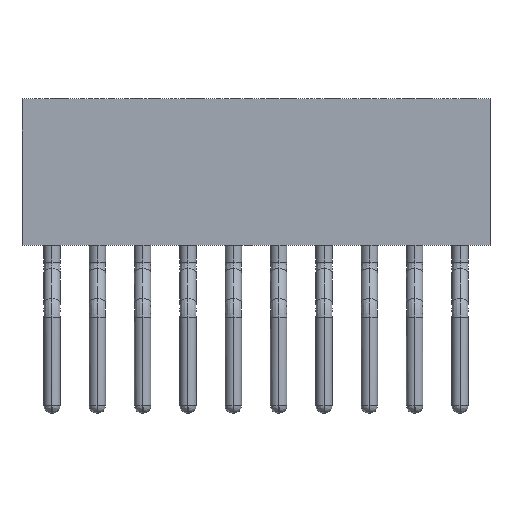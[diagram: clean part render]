
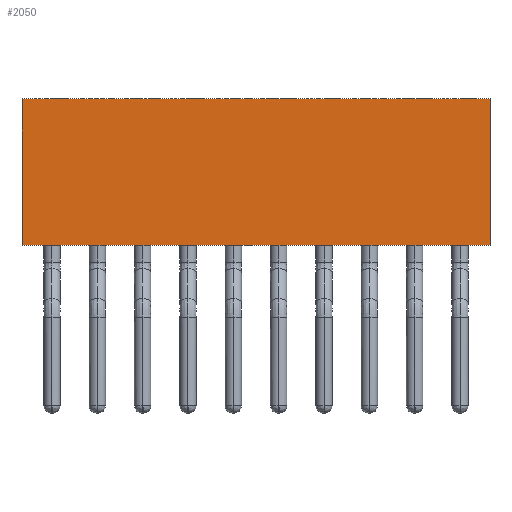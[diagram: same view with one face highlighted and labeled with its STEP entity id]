
A CAD part, top view. The second image highlights one B-rep face of the part: STEP entity #2050.
In plain terms, the highlighted planar face has unit normal (0, 0, 1).
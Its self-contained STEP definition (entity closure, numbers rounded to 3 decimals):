
#398=CARTESIAN_POINT('',(0.,0.,0.));
#399=VERTEX_POINT('',#398);
#409=CARTESIAN_POINT('',(0.,4.1,0.));
#410=VERTEX_POINT('',#409);
#411=CARTESIAN_POINT('',(0.,0.,0.));
#412=CARTESIAN_POINT('',(0.,0.82,0.));
#413=CARTESIAN_POINT('',(0.,1.64,0.));
#414=CARTESIAN_POINT('',(0.,2.46,0.));
#415=CARTESIAN_POINT('',(0.,3.28,0.));
#416=CARTESIAN_POINT('',(0.,4.1,0.));
#417=B_SPLINE_CURVE_WITH_KNOTS('',5,(#411,#412,#413,#414,#415,#416),.UNSPECIFIED.,.F.,.U.,(6,6),(0.,4.1),.UNSPECIFIED.);
#418=EDGE_CURVE('',#399,#410,#417,.T.);
#1998=CARTESIAN_POINT('',(13.11,0.,0.));
#1999=VERTEX_POINT('',#1998);
#2009=CARTESIAN_POINT('',(0.,0.,0.));
#2010=CARTESIAN_POINT('',(2.622,0.,0.));
#2011=CARTESIAN_POINT('',(5.244,0.,0.));
#2012=CARTESIAN_POINT('',(7.866,0.,0.));
#2013=CARTESIAN_POINT('',(10.488,0.,0.));
#2014=CARTESIAN_POINT('',(13.11,0.,0.));
#2015=B_SPLINE_CURVE_WITH_KNOTS('',5,(#2009,#2010,#2011,#2012,#2013,#2014),.UNSPECIFIED.,.F.,.U.,(6,6),(0.,13.11),.UNSPECIFIED.);
#2016=EDGE_CURVE('',#399,#1999,#2015,.T.);
#2021=CARTESIAN_POINT('',(6.555,2.05,0.));
#2022=DIRECTION('',(1.,0.,0.));
#2023=DIRECTION('',(0.,0.,1.));
#2024=AXIS2_PLACEMENT_3D('',#2021,#2023,#2022);
#2025=PLANE('',#2024);
#2026=ORIENTED_EDGE('',*,*,#418,.F.);
#2027=ORIENTED_EDGE('',*,*,#2016,.T.);
#2028=CARTESIAN_POINT('',(13.11,4.1,0.));
#2029=VERTEX_POINT('',#2028);
#2030=CARTESIAN_POINT('',(13.11,4.1,0.));
#2031=CARTESIAN_POINT('',(13.11,3.28,0.));
#2032=CARTESIAN_POINT('',(13.11,2.46,0.));
#2033=CARTESIAN_POINT('',(13.11,1.64,0.));
#2034=CARTESIAN_POINT('',(13.11,0.82,0.));
#2035=CARTESIAN_POINT('',(13.11,0.,0.));
#2036=B_SPLINE_CURVE_WITH_KNOTS('',5,(#2030,#2031,#2032,#2033,#2034,#2035),.UNSPECIFIED.,.F.,.U.,(6,6),(0.,4.1),.UNSPECIFIED.);
#2037=EDGE_CURVE('',#2029,#1999,#2036,.T.);
#2038=ORIENTED_EDGE('',*,*,#2037,.F.);
#2039=CARTESIAN_POINT('',(0.,4.1,0.));
#2040=CARTESIAN_POINT('',(2.622,4.1,0.));
#2041=CARTESIAN_POINT('',(5.244,4.1,0.));
#2042=CARTESIAN_POINT('',(7.866,4.1,0.));
#2043=CARTESIAN_POINT('',(10.488,4.1,0.));
#2044=CARTESIAN_POINT('',(13.11,4.1,0.));
#2045=B_SPLINE_CURVE_WITH_KNOTS('',5,(#2039,#2040,#2041,#2042,#2043,#2044),.UNSPECIFIED.,.F.,.U.,(6,6),(0.,13.11),.UNSPECIFIED.);
#2046=EDGE_CURVE('',#410,#2029,#2045,.T.);
#2047=ORIENTED_EDGE('',*,*,#2046,.F.);
#2048=EDGE_LOOP('',(#2026,#2027,#2038,#2047));
#2049=FACE_OUTER_BOUND('',#2048,.T.);
#2050=ADVANCED_FACE('',(#2049),#2025,.T.);
